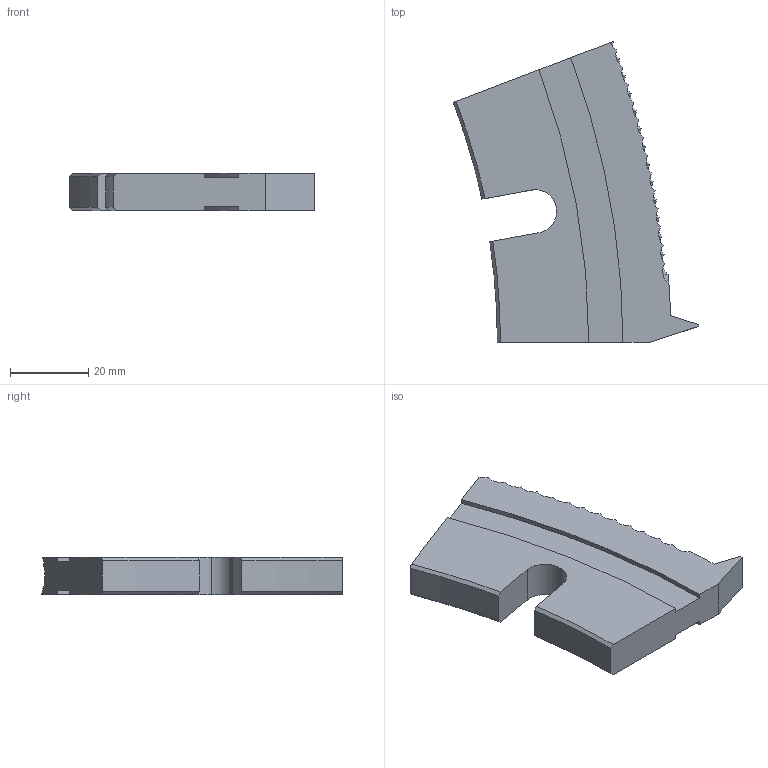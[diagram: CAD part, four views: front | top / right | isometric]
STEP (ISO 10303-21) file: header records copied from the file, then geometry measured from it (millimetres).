
FILE_DESCRIPTION (( 'STEP AP203' ), '1' );
FILE_NAME ('M5653-S.STEP', '2022-04-25T21:30:45', ( '' ), ( '' ), 'SwSTEP 2.0', 'SolidWorks 2020', '' );
FILE_SCHEMA (( 'CONFIG_CONTROL_DESIGN' ));
Length unit declared in the file: inch
Products named in the file (1): M5653-S
Bounding box: 62.85 x 77.07 x 9.49 mm (x, y, z)
Volume: 25241.3 mm3; surface area: 8697.6 mm2
Topology: 1 solids, 1 shells, 56 faces, 162 edges, 108 vertices
Faces by surface type: sphere 28, plane 13, cylinder 9, cone 4, torus 2
Entity records: 2410 total; most frequent: CARTESIAN_POINT 837, DIRECTION 325, ORIENTED_EDGE 324, EDGE_CURVE 162, AXIS2_PLACEMENT_3D 140, VERTEX_POINT 108, CIRCLE 83, FACE_OUTER_BOUND 56
